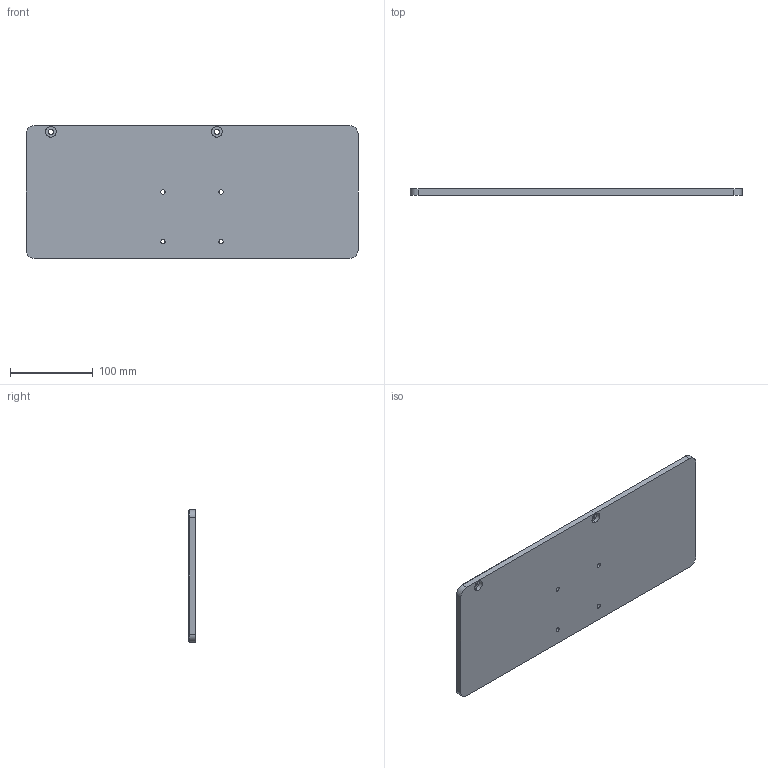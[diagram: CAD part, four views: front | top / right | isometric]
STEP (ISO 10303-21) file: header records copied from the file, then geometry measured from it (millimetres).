
FILE_DESCRIPTION (( 'STEP AP214' ), '1' );
FILE_NAME ('瑩攫迖啣.STEP', '2025-04-02T05:13:55', ( 'dingchuan' ), ( '' ), 'SwSTEP 2.0', 'SolidWorks 2024', '' );
FILE_SCHEMA (( 'AUTOMOTIVE_DESIGN' ));
Length unit declared in the file: millimetre
Products named in the file (1): 键盘托板
Bounding box: 400 x 8 x 160 mm (x, y, z)
Volume: 508955.5 mm3; surface area: 137049.5 mm2
Topology: 1 solids, 1 shells, 48 faces, 112 edges, 68 vertices
Faces by surface type: cylinder 20, cone 16, plane 12
Entity records: 1419 total; most frequent: DIRECTION 266, CARTESIAN_POINT 229, ORIENTED_EDGE 224, EDGE_CURVE 112, AXIS2_PLACEMENT_3D 105, VERTEX_POINT 68, EDGE_LOOP 62, LINE 56
